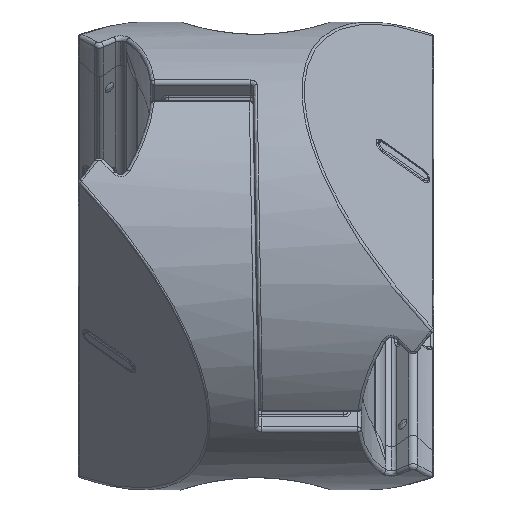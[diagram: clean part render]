
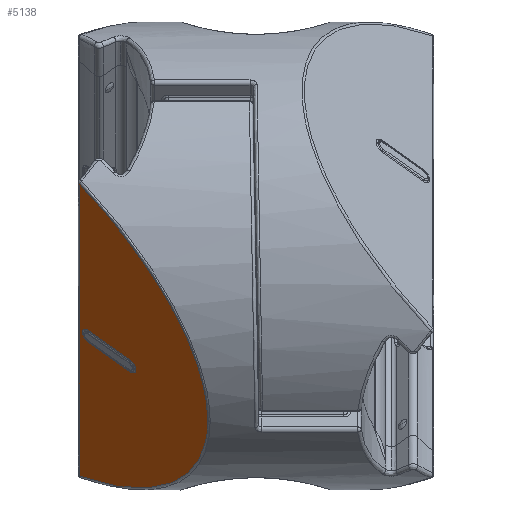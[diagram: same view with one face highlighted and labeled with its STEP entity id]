
A CAD part, left-side view. The second image highlights one B-rep face of the part: STEP entity #5138.
In plain terms, the highlighted face is planar.
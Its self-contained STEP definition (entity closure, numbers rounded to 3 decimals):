
#16 = EDGE_CURVE ( 'NONE', #3513, #16601, #29000, .T. ) ;
#172 = CARTESIAN_POINT ( 'NONE',  ( 18.813, -15.089, 6.157 ) ) ;
#353 = DIRECTION ( 'NONE',  ( 0.816, 0.577, 0. ) ) ;
#943 = CARTESIAN_POINT ( 'NONE',  ( 14.08, -4.126, -14.08 ) ) ;
#1061 = VERTEX_POINT ( 'NONE', #2903 ) ;
#1908 = DIRECTION ( 'NONE',  ( 0.816, 0.577, 0. ) ) ;
#1995 = CARTESIAN_POINT ( 'NONE',  ( -6.157, -15.089, -18.813 ) ) ;
#2274 = CIRCLE ( 'NONE', #18512, 0.724 ) ;
#2807 = DIRECTION ( 'NONE',  ( 0.816, 0.577, 0. ) ) ;
#2903 = CARTESIAN_POINT ( 'NONE',  ( 9.965, -10.362, -9.375 ) ) ;
#3028 = CARTESIAN_POINT ( 'NONE',  ( 18.813, -15.089, 6.157 ) ) ;
#3405 = CARTESIAN_POINT ( 'NONE',  ( 7.386, -14.316, -6.363 ) ) ;
#3513 = VERTEX_POINT ( 'NONE', #8916 ) ;
#3995 = CARTESIAN_POINT ( 'NONE',  ( 9.375, -10.78, -9.375 ) ) ;
#4110 = CARTESIAN_POINT ( 'NONE',  ( 9.736, -10.269, -9.736 ) ) ;
#4539 = CARTESIAN_POINT ( 'NONE',  ( 18.182, -15.095, 5.536 ) ) ;
#4592 = VERTEX_POINT ( 'NONE', #26882 ) ;
#4659 = AXIS2_PLACEMENT_3D ( 'NONE', #9355, #27861, #9049 ) ;
#4765 = EDGE_CURVE ( 'NONE', #4592, #15001, #6968, .T. ) ;
#5138 = ADVANCED_FACE ( 'NONE', ( #24337, #28958 ), #6110, .T. ) ;
#5247 = EDGE_CURVE ( 'NONE', #1061, #10308, #19853, .T. ) ;
#5257 = ORIENTED_EDGE ( 'NONE', *, *, #11849, .T. ) ;
#5428 = CARTESIAN_POINT ( 'NONE',  ( -6.157, -15.089, -18.813 ) ) ;
#5720 = CARTESIAN_POINT ( 'NONE',  ( 1.137, -8.188, -21.278 ) ) ;
#5900 = CARTESIAN_POINT ( 'NONE',  ( -4.286, -15.099, -16.928 ) ) ;
#5917 = CARTESIAN_POINT ( 'NONE',  ( 9.886, -10.78, -8.863 ) ) ;
#6110 = PLANE ( 'NONE',  #11734 ) ;
#6149 = CARTESIAN_POINT ( 'NONE',  ( -6.157, -15.089, -18.813 ) ) ;
#6150 = VECTOR ( 'NONE', #20220, 1000. ) ;
#6224 = ORIENTED_EDGE ( 'NONE', *, *, #19738, .T. ) ;
#6616 = LINE ( 'NONE', #22455, #6150 ) ;
#6953 = LINE ( 'NONE', #7253, #27546 ) ;
#6968 = LINE ( 'NONE', #17871, #26051 ) ;
#7253 = CARTESIAN_POINT ( 'NONE',  ( 6.363, -14.316, -7.386 ) ) ;
#7356 = EDGE_CURVE ( 'NONE', #22014, #3513, #18231, .T. ) ;
#7413 = CARTESIAN_POINT ( 'NONE',  ( 18.813, -15.089, 6.157 ) ) ;
#8064 = VERTEX_POINT ( 'NONE', #16279 ) ;
#8513 = DIRECTION ( 'NONE',  ( -0.5, 0.707, 0.5 ) ) ;
#8716 = VERTEX_POINT ( 'NONE', #3405 ) ;
#8916 = CARTESIAN_POINT ( 'NONE',  ( 14.08, -4.126, -14.08 ) ) ;
#9049 = DIRECTION ( 'NONE',  ( 0.816, 0.577, 0. ) ) ;
#9055 = CARTESIAN_POINT ( 'NONE',  ( 16.928, -15.099, 4.286 ) ) ;
#9061 = DIRECTION ( 'NONE',  ( -0.707, 0., -0.707 ) ) ;
#9355 = CARTESIAN_POINT ( 'NONE',  ( 6.875, -14.316, -6.875 ) ) ;
#9374 = CARTESIAN_POINT ( 'NONE',  ( 8.635, -4.126, -19.525 ) ) ;
#9433 = EDGE_LOOP ( 'NONE', ( #27676, #5257, #23101, #6224, #12743, #18170, #20169 ) ) ;
#10308 = VERTEX_POINT ( 'NONE', #4110 ) ;
#11296 = CIRCLE ( 'NONE', #13219, 0.724 ) ;
#11529 = CARTESIAN_POINT ( 'NONE',  ( 14.08, -4.126, -14.08 ) ) ;
#11734 = AXIS2_PLACEMENT_3D ( 'NONE', #24776, #27161, #13563 ) ;
#11849 = EDGE_CURVE ( 'NONE', #19191, #1061, #12667, .T. ) ;
#12098 = DIRECTION ( 'NONE',  ( -0.5, 0.707, 0.5 ) ) ;
#12162 = ORIENTED_EDGE ( 'NONE', *, *, #7356, .T. ) ;
#12667 = CIRCLE ( 'NONE', #26477, 0.724 ) ;
#12743 = ORIENTED_EDGE ( 'NONE', *, *, #19316, .T. ) ;
#12904 = ORIENTED_EDGE ( 'NONE', *, *, #17370, .T. ) ;
#13219 = AXIS2_PLACEMENT_3D ( 'NONE', #14023, #12098, #2807 ) ;
#13471 = CARTESIAN_POINT ( 'NONE',  ( 19.525, -4.126, -8.635 ) ) ;
#13563 = DIRECTION ( 'NONE',  ( 0.816, 0.577, 0. ) ) ;
#14023 = CARTESIAN_POINT ( 'NONE',  ( 6.875, -14.316, -6.875 ) ) ;
#14113 = DIRECTION ( 'NONE',  ( -0.5, -0.707, 0.5 ) ) ;
#15001 = VERTEX_POINT ( 'NONE', #5900 ) ;
#15561 = CARTESIAN_POINT ( 'NONE',  ( -4.912, -15.099, -17.554 ) ) ;
#16279 = CARTESIAN_POINT ( 'NONE',  ( 6.513, -14.827, -6.513 ) ) ;
#16601 = VERTEX_POINT ( 'NONE', #3028 ) ;
#16657 = EDGE_CURVE ( 'NONE', #8716, #19191, #6616, .T. ) ;
#17301 = VERTEX_POINT ( 'NONE', #22506 ) ;
#17366 = ORIENTED_EDGE ( 'NONE', *, *, #4765, .T. ) ;
#17370 = EDGE_CURVE ( 'NONE', #16601, #4592, #22315, .T. ) ;
#17871 = CARTESIAN_POINT ( 'NONE',  ( -4.286, -15.099, -16.928 ) ) ;
#18170 = ORIENTED_EDGE ( 'NONE', *, *, #28068, .T. ) ;
#18231 =( BOUNDED_CURVE ( )  B_SPLINE_CURVE ( 3, ( #5428, #5720, #9374, #943 ),
 .UNSPECIFIED., .F., .F. ) 
 B_SPLINE_CURVE_WITH_KNOTS ( ( 4, 4 ),
 ( 5.172, 6.283 ),
 .UNSPECIFIED. ) 
 CURVE ( )  GEOMETRIC_REPRESENTATION_ITEM ( )  RATIONAL_B_SPLINE_CURVE ( ( 1., 0.9, 0.9, 1. ) ) 
 REPRESENTATION_ITEM ( '' )  );
#18512 = AXIS2_PLACEMENT_3D ( 'NONE', #24040, #28382, #23897 ) ;
#18773 = ORIENTED_EDGE ( 'NONE', *, *, #16, .T. ) ;
#18840 = EDGE_CURVE ( 'NONE', #15001, #22014, #22262, .T. ) ;
#19191 = VERTEX_POINT ( 'NONE', #5917 ) ;
#19316 = EDGE_CURVE ( 'NONE', #22761, #17301, #6953, .T. ) ;
#19738 = EDGE_CURVE ( 'NONE', #10308, #22761, #2274, .T. ) ;
#19853 = CIRCLE ( 'NONE', #22691, 0.724 ) ;
#20169 = ORIENTED_EDGE ( 'NONE', *, *, #20492, .T. ) ;
#20220 = DIRECTION ( 'NONE',  ( 0.5, 0.707, -0.5 ) ) ;
#20492 = EDGE_CURVE ( 'NONE', #8064, #8716, #24713, .T. ) ;
#20835 = DIRECTION ( 'NONE',  ( -0.5, 0.707, 0.5 ) ) ;
#22014 = VERTEX_POINT ( 'NONE', #1995 ) ;
#22241 = ORIENTED_EDGE ( 'NONE', *, *, #18840, .T. ) ;
#22262 = B_SPLINE_CURVE_WITH_KNOTS ( 'NONE', 3,
 ( #28850, #15561, #29143, #6149 ),
 .UNSPECIFIED., .F., .F.,
 ( 4, 4 ),
 ( 0., 0.003 ),
 .UNSPECIFIED. ) ;
#22315 = B_SPLINE_CURVE_WITH_KNOTS ( 'NONE', 3,
 ( #7413, #4539, #25339, #9055 ),
 .UNSPECIFIED., .F., .F.,
 ( 4, 4 ),
 ( 0., 0.003 ),
 .UNSPECIFIED. ) ;
#22455 = CARTESIAN_POINT ( 'NONE',  ( 9.886, -10.78, -8.863 ) ) ;
#22506 = CARTESIAN_POINT ( 'NONE',  ( 6.363, -14.316, -7.386 ) ) ;
#22691 = AXIS2_PLACEMENT_3D ( 'NONE', #3995, #8513, #1908 ) ;
#22761 = VERTEX_POINT ( 'NONE', #26571 ) ;
#23101 = ORIENTED_EDGE ( 'NONE', *, *, #5247, .T. ) ;
#23897 = DIRECTION ( 'NONE',  ( 0.816, 0.577, 0. ) ) ;
#24040 = CARTESIAN_POINT ( 'NONE',  ( 9.375, -10.78, -9.375 ) ) ;
#24337 = FACE_OUTER_BOUND ( 'NONE', #26280, .T. ) ;
#24713 = CIRCLE ( 'NONE', #4659, 0.724 ) ;
#24776 = CARTESIAN_POINT ( 'NONE',  ( 92., 3.972, 52.388 ) ) ;
#25310 = CARTESIAN_POINT ( 'NONE',  ( 9.375, -10.78, -9.375 ) ) ;
#25339 = CARTESIAN_POINT ( 'NONE',  ( 17.554, -15.099, 4.912 ) ) ;
#26051 = VECTOR ( 'NONE', #9061, 1000. ) ;
#26280 = EDGE_LOOP ( 'NONE', ( #22241, #12162, #18773, #12904, #17366 ) ) ;
#26477 = AXIS2_PLACEMENT_3D ( 'NONE', #25310, #20835, #353 ) ;
#26571 = CARTESIAN_POINT ( 'NONE',  ( 8.863, -10.78, -9.886 ) ) ;
#26882 = CARTESIAN_POINT ( 'NONE',  ( 16.928, -15.099, 4.286 ) ) ;
#27161 = DIRECTION ( 'NONE',  ( 0.5, -0.707, -0.5 ) ) ;
#27515 = CARTESIAN_POINT ( 'NONE',  ( 21.278, -8.188, -1.137 ) ) ;
#27546 = VECTOR ( 'NONE', #14113, 1000. ) ;
#27676 = ORIENTED_EDGE ( 'NONE', *, *, #16657, .T. ) ;
#27861 = DIRECTION ( 'NONE',  ( -0.5, 0.707, 0.5 ) ) ;
#28068 = EDGE_CURVE ( 'NONE', #17301, #8064, #11296, .T. ) ;
#28382 = DIRECTION ( 'NONE',  ( -0.5, 0.707, 0.5 ) ) ;
#28850 = CARTESIAN_POINT ( 'NONE',  ( -4.286, -15.099, -16.928 ) ) ;
#28958 = FACE_BOUND ( 'NONE', #9433, .T. ) ;
#29000 =( BOUNDED_CURVE ( )  B_SPLINE_CURVE ( 3, ( #11529, #13471, #27515, #172 ),
 .UNSPECIFIED., .F., .F. ) 
 B_SPLINE_CURVE_WITH_KNOTS ( ( 4, 4 ),
 ( 0., 1.111 ),
 .UNSPECIFIED. ) 
 CURVE ( )  GEOMETRIC_REPRESENTATION_ITEM ( )  RATIONAL_B_SPLINE_CURVE ( ( 1., 0.9, 0.9, 1. ) ) 
 REPRESENTATION_ITEM ( '' )  );
#29143 = CARTESIAN_POINT ( 'NONE',  ( -5.536, -15.095, -18.182 ) ) ;
